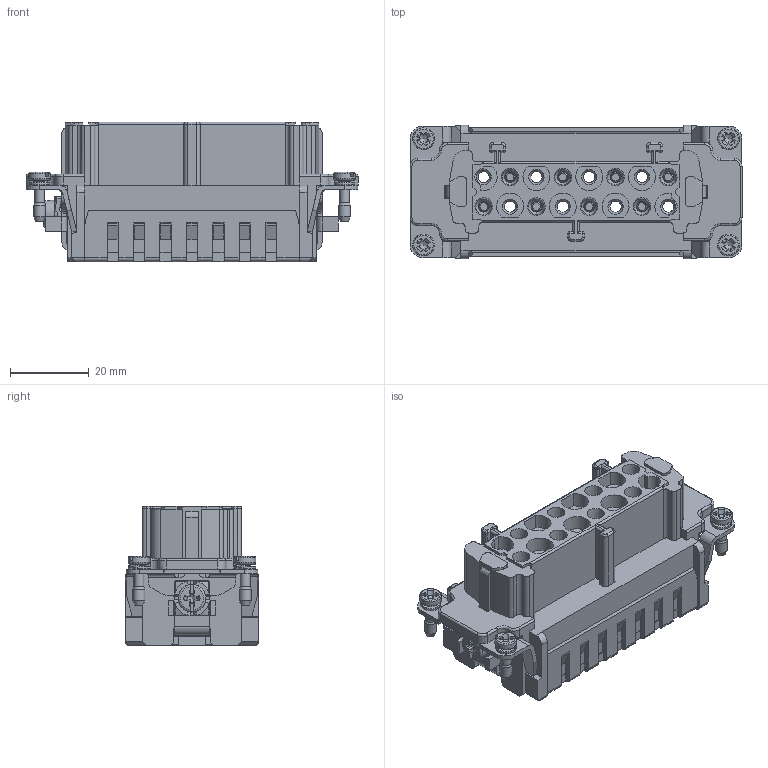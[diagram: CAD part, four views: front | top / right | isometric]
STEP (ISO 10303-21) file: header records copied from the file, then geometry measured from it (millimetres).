
FILE_DESCRIPTION(/* description */ (''),/* implementation_level */ '2;1');
FILE_NAME(/* name */ '100108512ugm000_d.stp',/* time_stamp */ '2017-10-24T08:33:58+02:00',/* author */ (''),/* organization */ (''),/* preprocessor_version */ 'ST-DEVELOPER v16',/* originating_system */ 'SIEMENS PLM Software NX 10.0',/* authorisation */ '');
FILE_SCHEMA (('AUTOMOTIVE_DESIGN { 1 0 10303 214 3 1 1 1 }'));
Products named in the file (1): 100108512ugm000_d
Bounding box: 84.35 x 33.9 x 35.5 mm (x, y, z)
Volume: 49329.4 mm3; surface area: 25411.1 mm2
Topology: 1 solids, 1 shells, 1429 faces, 4163 edges, 2773 vertices
Faces by surface type: plane 842, cylinder 323, bspline 128, cone 90, torus 40, sphere 6
Full cylindrical faces by diameter (mm): 2.13 x2, 2.285 x2, 2.5 x4, 2.595 x4, 2.6 x8, 2.85 x16, 3 x12, 3.242 x1, 3.5 x1, 3.7 x1, 4 x1, 4.5 x10, 4.85 x8, 5.5 x4, 7 x1
Entity records: 56823 total; most frequent: CARTESIAN_POINT 16570, ORIENTED_EDGE 7612, DIRECTION 6681, EDGE_CURVE 3806, VERTEX_POINT 2563, AXIS2_PLACEMENT_3D 2236, LINE 2209, VECTOR 2209
